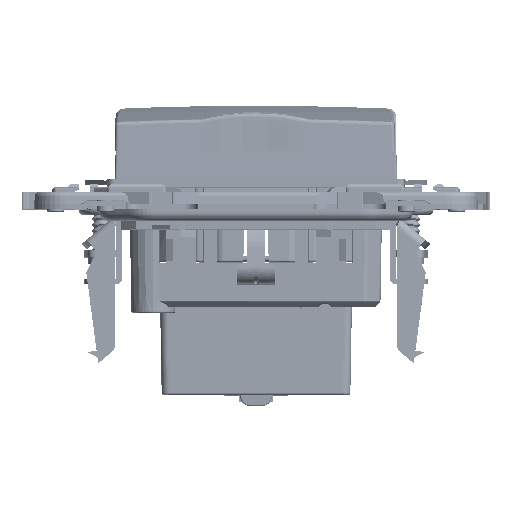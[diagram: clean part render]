
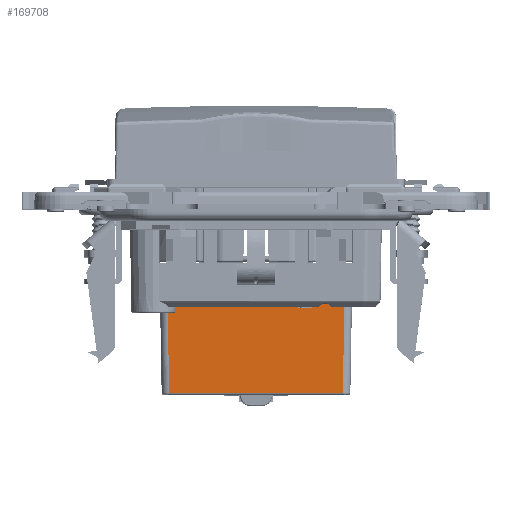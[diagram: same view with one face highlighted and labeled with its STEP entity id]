
A CAD part, top view. The second image highlights one B-rep face of the part: STEP entity #169708.
In plain terms, the highlighted planar face has unit normal (0, -0.018, 1).
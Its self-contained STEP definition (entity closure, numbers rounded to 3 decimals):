
#1712 = CARTESIAN_POINT ( 'NONE',  ( 13.861, -29.255, 8.561 ) ) ;
#1715 = CARTESIAN_POINT ( 'NONE',  ( 11.979, -15.518, 8.801 ) ) ;
#5230 = B_SPLINE_CURVE_WITH_KNOTS ( 'NONE', 3,
 ( #186780, #107167, #95874, #187968, #52598, #216300 ),
 .UNSPECIFIED., .F., .F.,
 ( 4, 2, 4 ),
 ( 0., 0.5, 1. ),
 .UNSPECIFIED. ) ;
#9334 = DIRECTION ( 'NONE',  ( -1., 0., 0. ) ) ;
#10759 = EDGE_CURVE ( 'NONE', #21388, #127550, #206511, .T. ) ;
#12181 = VERTEX_POINT ( 'NONE', #92085 ) ;
#19839 = EDGE_CURVE ( 'NONE', #127550, #12181, #64141, .T. ) ;
#21388 = VERTEX_POINT ( 'NONE', #156018 ) ;
#23988 = ORIENTED_EDGE ( 'NONE', *, *, #195368, .T. ) ;
#34421 = CARTESIAN_POINT ( 'NONE',  ( 11.919, -15.453, 8.802 ) ) ;
#39351 = EDGE_CURVE ( 'NONE', #187841, #112838, #61495, .T. ) ;
#44477 = CARTESIAN_POINT ( 'NONE',  ( -0.169, -15.55, 8.8 ) ) ;
#45103 = LINE ( 'NONE', #97286, #92608 ) ;
#46760 = CARTESIAN_POINT ( 'NONE',  ( 9.86, -15.55, 8.8 ) ) ;
#49676 = CARTESIAN_POINT ( 'NONE',  ( 10.081, -15.453, 8.802 ) ) ;
#52598 = CARTESIAN_POINT ( 'NONE',  ( 10.344, -15.167, 8.807 ) ) ;
#56170 = ORIENTED_EDGE ( 'NONE', *, *, #64104, .T. ) ;
#60206 = VERTEX_POINT ( 'NONE', #97861 ) ;
#61193 = EDGE_CURVE ( 'NONE', #21388, #60206, #45103, .T. ) ;
#61495 = B_SPLINE_CURVE_WITH_KNOTS ( 'NONE', 3,
 ( #49676, #218170, #216973, #123618 ),
 .UNSPECIFIED., .F., .F.,
 ( 4, 4 ),
 ( 0., 1. ),
 .UNSPECIFIED. ) ;
#61690 = ORIENTED_EDGE ( 'NONE', *, *, #73091, .T. ) ;
#64104 = EDGE_CURVE ( 'NONE', #149889, #187841, #5230, .T. ) ;
#64141 = LINE ( 'NONE', #101718, #96476 ) ;
#73091 = EDGE_CURVE ( 'NONE', #113254, #60206, #105593, .T. ) ;
#82105 = AXIS2_PLACEMENT_3D ( 'NONE', #44477, #137806, #9334 ) ;
#92085 = CARTESIAN_POINT ( 'NONE',  ( 12.14, -15.55, 8.8 ) ) ;
#92608 = VECTOR ( 'NONE', #189384, 1000. ) ;
#93330 = B_SPLINE_CURVE_WITH_KNOTS ( 'NONE', 3,
 ( #199325, #238107, #1715, #182301 ),
 .UNSPECIFIED., .F., .F.,
 ( 4, 4 ),
 ( 0., 1. ),
 .UNSPECIFIED. ) ;
#95874 = CARTESIAN_POINT ( 'NONE',  ( 11.35, -15.025, 8.809 ) ) ;
#96476 = VECTOR ( 'NONE', #106493, 1000. ) ;
#97240 = ORIENTED_EDGE ( 'NONE', *, *, #162874, .T. ) ;
#97286 = CARTESIAN_POINT ( 'NONE',  ( 13.861, -29.255, 8.561 ) ) ;
#97372 = CARTESIAN_POINT ( 'NONE',  ( 9.86, -15.55, 8.8 ) ) ;
#97861 = CARTESIAN_POINT ( 'NONE',  ( -13.861, -29.255, 8.561 ) ) ;
#101714 = EDGE_LOOP ( 'NONE', ( #61690, #152718, #203553, #219293, #97240, #56170, #174745, #23988 ) ) ;
#101718 = CARTESIAN_POINT ( 'NONE',  ( 14.1, -15.55, 8.8 ) ) ;
#105593 = LINE ( 'NONE', #179504, #179015 ) ;
#106493 = DIRECTION ( 'NONE',  ( -1., 0., 0. ) ) ;
#107167 = CARTESIAN_POINT ( 'NONE',  ( 11.657, -15.168, 8.807 ) ) ;
#112838 = VERTEX_POINT ( 'NONE', #46760 ) ;
#113186 = DIRECTION ( 'NONE',  ( -1., 0., 0. ) ) ;
#113254 = VERTEX_POINT ( 'NONE', #206028 ) ;
#118162 = VECTOR ( 'NONE', #185900, 1000. ) ;
#118436 = PLANE ( 'NONE',  #82105 ) ;
#123618 = CARTESIAN_POINT ( 'NONE',  ( 9.86, -15.55, 8.8 ) ) ;
#127550 = VERTEX_POINT ( 'NONE', #221339 ) ;
#131352 = LINE ( 'NONE', #97372, #226164 ) ;
#137806 = DIRECTION ( 'NONE',  ( 0., -0.017, 1. ) ) ;
#149889 = VERTEX_POINT ( 'NONE', #34421 ) ;
#152718 = ORIENTED_EDGE ( 'NONE', *, *, #61193, .F. ) ;
#156018 = CARTESIAN_POINT ( 'NONE',  ( 13.861, -29.255, 8.561 ) ) ;
#162874 = EDGE_CURVE ( 'NONE', #12181, #149889, #93330, .T. ) ;
#169708 = ADVANCED_FACE ( 'NONE', ( #210572 ), #118436, .T. ) ;
#174745 = ORIENTED_EDGE ( 'NONE', *, *, #39351, .T. ) ;
#176309 = CARTESIAN_POINT ( 'NONE',  ( 10.081, -15.453, 8.802 ) ) ;
#179015 = VECTOR ( 'NONE', #231755, 1000. ) ;
#179504 = CARTESIAN_POINT ( 'NONE',  ( -14.1, -15.55, 8.8 ) ) ;
#182301 = CARTESIAN_POINT ( 'NONE',  ( 11.919, -15.453, 8.802 ) ) ;
#185900 = DIRECTION ( 'NONE',  ( 0.017, 1., 0.017 ) ) ;
#186780 = CARTESIAN_POINT ( 'NONE',  ( 11.919, -15.453, 8.802 ) ) ;
#187841 = VERTEX_POINT ( 'NONE', #176309 ) ;
#187968 = CARTESIAN_POINT ( 'NONE',  ( 10.65, -15.024, 8.809 ) ) ;
#189384 = DIRECTION ( 'NONE',  ( -1., 0., 0. ) ) ;
#195368 = EDGE_CURVE ( 'NONE', #112838, #113254, #131352, .T. ) ;
#199325 = CARTESIAN_POINT ( 'NONE',  ( 12.14, -15.55, 8.8 ) ) ;
#203553 = ORIENTED_EDGE ( 'NONE', *, *, #10759, .T. ) ;
#206028 = CARTESIAN_POINT ( 'NONE',  ( -14.1, -15.55, 8.8 ) ) ;
#206511 = LINE ( 'NONE', #1712, #118162 ) ;
#210572 = FACE_OUTER_BOUND ( 'NONE', #101714, .T. ) ;
#216300 = CARTESIAN_POINT ( 'NONE',  ( 10.081, -15.453, 8.802 ) ) ;
#216973 = CARTESIAN_POINT ( 'NONE',  ( 9.948, -15.55, 8.8 ) ) ;
#218170 = CARTESIAN_POINT ( 'NONE',  ( 10.021, -15.518, 8.801 ) ) ;
#219293 = ORIENTED_EDGE ( 'NONE', *, *, #19839, .T. ) ;
#221339 = CARTESIAN_POINT ( 'NONE',  ( 14.1, -15.55, 8.8 ) ) ;
#226164 = VECTOR ( 'NONE', #113186, 1000. ) ;
#231755 = DIRECTION ( 'NONE',  ( 0.017, -1., -0.017 ) ) ;
#238107 = CARTESIAN_POINT ( 'NONE',  ( 12.052, -15.55, 8.8 ) ) ;
